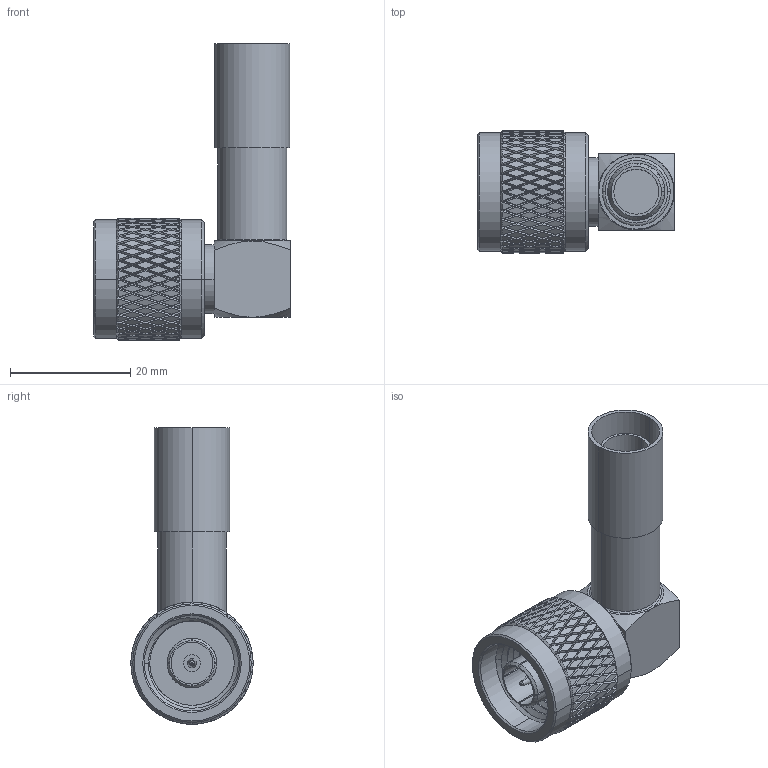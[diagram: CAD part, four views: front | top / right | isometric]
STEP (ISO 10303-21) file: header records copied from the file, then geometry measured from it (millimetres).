
FILE_DESCRIPTION (( 'STEP AP203' ), '1' );
FILE_NAME ('PE4483_3D.STEP', '2022-06-07T23:01:20', ( '' ), ( '' ), 'SwSTEP 2.0', 'SolidWorks 2021', '' );
FILE_SCHEMA (( 'CONFIG_CONTROL_DESIGN' ));
Length unit declared in the file: inch
Products named in the file (1): PE4483_3D
Bounding box: 32.77 x 20.32 x 49.31 mm (x, y, z)
Volume: 7884.7 mm3; surface area: 7101.5 mm2
Topology: 2 solids, 2 shells, 1550 faces, 3394 edges, 1857 vertices
Faces by surface type: bspline 1147, cylinder 324, plane 48, cone 29, torus 2
Entity records: 56400 total; most frequent: CARTESIAN_POINT 35170, ORIENTED_EDGE 6788, EDGE_CURVE 3394, VERTEX_POINT 1857, EDGE_LOOP 1561, ADVANCED_FACE 1550, FACE_OUTER_BOUND 1550, B_SPLINE_CURVE_WITH_KNOTS 1458
